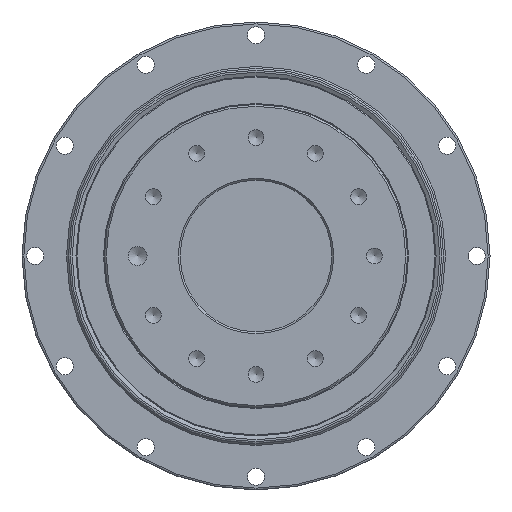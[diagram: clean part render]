
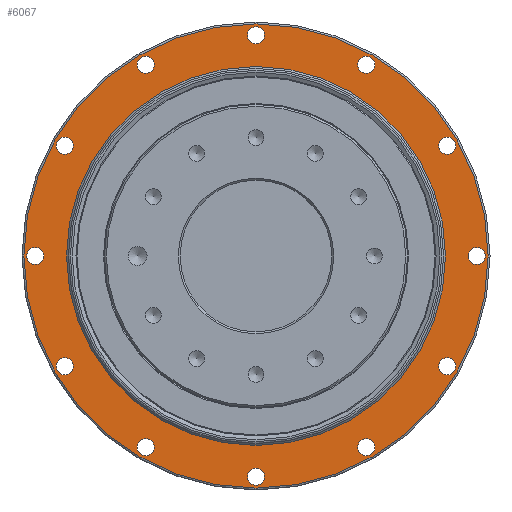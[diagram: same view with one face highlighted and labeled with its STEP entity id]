
A CAD part, left-side view. The second image highlights one B-rep face of the part: STEP entity #6067.
In plain terms, the highlighted planar face has unit normal (-1, 0, 0).
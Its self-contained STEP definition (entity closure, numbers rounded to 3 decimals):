
#1339=FACE_BOUND('',#2276,.T.);
#1340=FACE_BOUND('',#2277,.T.);
#1341=FACE_BOUND('',#2278,.T.);
#1342=FACE_BOUND('',#2279,.T.);
#1343=FACE_BOUND('',#2280,.T.);
#1344=FACE_BOUND('',#2281,.T.);
#1345=FACE_BOUND('',#2282,.T.);
#1346=FACE_BOUND('',#2283,.T.);
#1347=FACE_BOUND('',#2284,.T.);
#1348=FACE_BOUND('',#2285,.T.);
#1349=FACE_BOUND('',#2286,.T.);
#1350=FACE_BOUND('',#2287,.T.);
#1351=FACE_BOUND('',#2288,.T.);
#1700=FACE_OUTER_BOUND('',#2275,.T.);
#2275=EDGE_LOOP('',(#4965));
#2276=EDGE_LOOP('',(#4966));
#2277=EDGE_LOOP('',(#4967));
#2278=EDGE_LOOP('',(#4968));
#2279=EDGE_LOOP('',(#4969));
#2280=EDGE_LOOP('',(#4970));
#2281=EDGE_LOOP('',(#4971));
#2282=EDGE_LOOP('',(#4972));
#2283=EDGE_LOOP('',(#4973));
#2284=EDGE_LOOP('',(#4974));
#2285=EDGE_LOOP('',(#4975));
#2286=EDGE_LOOP('',(#4976));
#2287=EDGE_LOOP('',(#4977));
#2288=EDGE_LOOP('',(#4978));
#2795=CIRCLE('',#6656,4.5);
#2797=CIRCLE('',#6659,4.5);
#2799=CIRCLE('',#6662,4.5);
#2801=CIRCLE('',#6665,4.5);
#2803=CIRCLE('',#6668,4.5);
#2805=CIRCLE('',#6671,4.5);
#2807=CIRCLE('',#6674,4.5);
#2809=CIRCLE('',#6677,4.5);
#2811=CIRCLE('',#6680,4.5);
#2813=CIRCLE('',#6683,4.5);
#2815=CIRCLE('',#6686,4.5);
#2817=CIRCLE('',#6689,4.5);
#2823=CIRCLE('',#6699,122.5);
#2826=CIRCLE('',#6704,100.);
#3259=VERTEX_POINT('',#10005);
#3261=VERTEX_POINT('',#10010);
#3263=VERTEX_POINT('',#10015);
#3265=VERTEX_POINT('',#10020);
#3267=VERTEX_POINT('',#10025);
#3269=VERTEX_POINT('',#10030);
#3271=VERTEX_POINT('',#10035);
#3273=VERTEX_POINT('',#10040);
#3275=VERTEX_POINT('',#10045);
#3277=VERTEX_POINT('',#10050);
#3279=VERTEX_POINT('',#10055);
#3281=VERTEX_POINT('',#10060);
#3287=VERTEX_POINT('',#10076);
#3290=VERTEX_POINT('',#10084);
#3893=EDGE_CURVE('',#3259,#3259,#2795,.T.);
#3895=EDGE_CURVE('',#3261,#3261,#2797,.T.);
#3897=EDGE_CURVE('',#3263,#3263,#2799,.T.);
#3899=EDGE_CURVE('',#3265,#3265,#2801,.T.);
#3901=EDGE_CURVE('',#3267,#3267,#2803,.T.);
#3903=EDGE_CURVE('',#3269,#3269,#2805,.T.);
#3905=EDGE_CURVE('',#3271,#3271,#2807,.T.);
#3907=EDGE_CURVE('',#3273,#3273,#2809,.T.);
#3909=EDGE_CURVE('',#3275,#3275,#2811,.T.);
#3911=EDGE_CURVE('',#3277,#3277,#2813,.T.);
#3913=EDGE_CURVE('',#3279,#3279,#2815,.T.);
#3915=EDGE_CURVE('',#3281,#3281,#2817,.T.);
#3921=EDGE_CURVE('',#3287,#3287,#2823,.T.);
#3924=EDGE_CURVE('',#3290,#3290,#2826,.T.);
#4965=ORIENTED_EDGE('',*,*,#3921,.F.);
#4966=ORIENTED_EDGE('',*,*,#3893,.T.);
#4967=ORIENTED_EDGE('',*,*,#3895,.T.);
#4968=ORIENTED_EDGE('',*,*,#3897,.T.);
#4969=ORIENTED_EDGE('',*,*,#3899,.T.);
#4970=ORIENTED_EDGE('',*,*,#3901,.T.);
#4971=ORIENTED_EDGE('',*,*,#3903,.T.);
#4972=ORIENTED_EDGE('',*,*,#3905,.T.);
#4973=ORIENTED_EDGE('',*,*,#3907,.T.);
#4974=ORIENTED_EDGE('',*,*,#3909,.T.);
#4975=ORIENTED_EDGE('',*,*,#3911,.T.);
#4976=ORIENTED_EDGE('',*,*,#3913,.T.);
#4977=ORIENTED_EDGE('',*,*,#3915,.T.);
#4978=ORIENTED_EDGE('',*,*,#3924,.T.);
#5756=PLANE('',#6703);
#6067=ADVANCED_FACE('',(#1700,#1339,#1340,#1341,#1342,#1343,#1344,#1345,
#1346,#1347,#1348,#1349,#1350,#1351),#5756,.T.);
#6656=AXIS2_PLACEMENT_3D('',#10006,#7906,#7907);
#6659=AXIS2_PLACEMENT_3D('',#10011,#7912,#7913);
#6662=AXIS2_PLACEMENT_3D('',#10016,#7918,#7919);
#6665=AXIS2_PLACEMENT_3D('',#10021,#7924,#7925);
#6668=AXIS2_PLACEMENT_3D('',#10026,#7930,#7931);
#6671=AXIS2_PLACEMENT_3D('',#10031,#7936,#7937);
#6674=AXIS2_PLACEMENT_3D('',#10036,#7942,#7943);
#6677=AXIS2_PLACEMENT_3D('',#10041,#7948,#7949);
#6680=AXIS2_PLACEMENT_3D('',#10046,#7954,#7955);
#6683=AXIS2_PLACEMENT_3D('',#10051,#7960,#7961);
#6686=AXIS2_PLACEMENT_3D('',#10056,#7966,#7967);
#6689=AXIS2_PLACEMENT_3D('',#10061,#7972,#7973);
#6699=AXIS2_PLACEMENT_3D('',#10077,#7992,#7993);
#6703=AXIS2_PLACEMENT_3D('',#10083,#8000,#8001);
#6704=AXIS2_PLACEMENT_3D('',#10085,#8002,#8003);
#7906=DIRECTION('center_axis',(1.,0.,0.));
#7907=DIRECTION('ref_axis',(0.,-0.5,-0.866));
#7912=DIRECTION('center_axis',(1.,0.,0.));
#7913=DIRECTION('ref_axis',(0.,-0.866,-0.5));
#7918=DIRECTION('center_axis',(1.,0.,0.));
#7919=DIRECTION('ref_axis',(0.,-1.,0.));
#7924=DIRECTION('center_axis',(1.,0.,0.));
#7925=DIRECTION('ref_axis',(0.,-0.866,0.5));
#7930=DIRECTION('center_axis',(1.,0.,0.));
#7931=DIRECTION('ref_axis',(0.,-0.5,0.866));
#7936=DIRECTION('center_axis',(1.,0.,0.));
#7937=DIRECTION('ref_axis',(0.,0.,1.));
#7942=DIRECTION('center_axis',(1.,0.,0.));
#7943=DIRECTION('ref_axis',(0.,0.5,0.866));
#7948=DIRECTION('center_axis',(1.,0.,0.));
#7949=DIRECTION('ref_axis',(0.,0.866,0.5));
#7954=DIRECTION('center_axis',(1.,0.,0.));
#7955=DIRECTION('ref_axis',(0.,1.,0.));
#7960=DIRECTION('center_axis',(1.,0.,0.));
#7961=DIRECTION('ref_axis',(0.,0.866,-0.5));
#7966=DIRECTION('center_axis',(1.,0.,0.));
#7967=DIRECTION('ref_axis',(0.,0.5,-0.866));
#7972=DIRECTION('center_axis',(1.,0.,0.));
#7973=DIRECTION('ref_axis',(0.,0.,
-1.));
#7992=DIRECTION('center_axis',(1.,0.,0.));
#7993=DIRECTION('ref_axis',(0.,-1.,0.));
#8000=DIRECTION('center_axis',(-1.,0.,0.));
#8001=DIRECTION('ref_axis',(0.,0.,1.));
#8002=DIRECTION('center_axis',(1.,0.,0.));
#8003=DIRECTION('ref_axis',(0.,0.,
-1.));
#10005=CARTESIAN_POINT('',(-61.835,118.814,-8.882));
#10006=CARTESIAN_POINT('Origin',(-61.835,116.564,-12.779));
#10010=CARTESIAN_POINT('',(-61.835,77.819,-53.171));
#10011=CARTESIAN_POINT('Origin',(-61.835,73.922,-55.421));
#10015=CARTESIAN_POINT('',(-61.835,20.172,-71.029));
#10016=CARTESIAN_POINT('Origin',(-61.835,15.672,-71.029));
#10020=CARTESIAN_POINT('',(-61.835,-38.681,-57.671));
#10021=CARTESIAN_POINT('Origin',(-61.835,-42.578,-55.421));
#10025=CARTESIAN_POINT('',(-61.835,-82.97,-16.676));
#10026=CARTESIAN_POINT('Origin',(-61.835,-85.22,-12.779));
#10030=CARTESIAN_POINT('',(-61.835,-100.828,40.971));
#10031=CARTESIAN_POINT('Origin',(-61.835,-100.828,45.471));
#10035=CARTESIAN_POINT('',(-61.835,-87.47,99.824));
#10036=CARTESIAN_POINT('Origin',(-61.835,-85.22,103.721));
#10040=CARTESIAN_POINT('',(-61.835,-46.475,144.113));
#10041=CARTESIAN_POINT('Origin',(-61.835,-42.578,146.363));
#10045=CARTESIAN_POINT('',(-61.835,11.172,161.971));
#10046=CARTESIAN_POINT('Origin',(-61.835,15.672,161.971));
#10050=CARTESIAN_POINT('',(-61.835,70.025,148.613));
#10051=CARTESIAN_POINT('Origin',(-61.835,73.922,146.363));
#10055=CARTESIAN_POINT('',(-61.835,114.314,107.618));
#10056=CARTESIAN_POINT('Origin',(-61.835,116.564,103.721));
#10060=CARTESIAN_POINT('',(-61.835,132.172,49.971));
#10061=CARTESIAN_POINT('Origin',(-61.835,132.172,45.471));
#10076=CARTESIAN_POINT('',(-61.835,138.172,45.471));
#10077=CARTESIAN_POINT('Origin',(-61.835,15.672,45.471));
#10083=CARTESIAN_POINT('Origin',(-61.835,139.172,45.471));
#10084=CARTESIAN_POINT('',(-61.835,115.672,45.471));
#10085=CARTESIAN_POINT('Origin',(-61.835,15.672,45.471));
